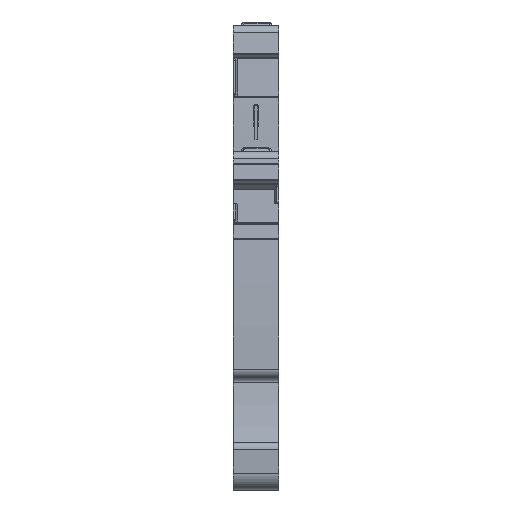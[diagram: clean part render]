
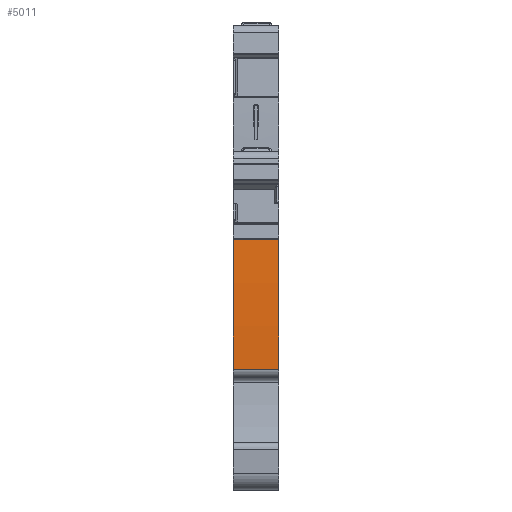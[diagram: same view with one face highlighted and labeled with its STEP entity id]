
A CAD part, front view. The second image highlights one B-rep face of the part: STEP entity #5011.
In plain terms, the highlighted cylindrical face has radius 154.9 mm (diameter 309.8 mm), a partial arc.
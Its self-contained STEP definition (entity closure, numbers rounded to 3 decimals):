
#4179=AXIS2_PLACEMENT_3D('Cylinder Axis2P3D',#4176,#4177,#4178) ;
#4988=AXIS2_PLACEMENT_3D('Circle Axis2P3D',#4986,#4987,$) ;
#5002=AXIS2_PLACEMENT_3D('Circle Axis2P3D',#5000,#5001,$) ;
#4176=CARTESIAN_POINT('Axis2P3D Location',(2.55,155.393,17.05)) ;
#4964=CARTESIAN_POINT('Vertex',(5.1,0.868,27.819)) ;
#4971=CARTESIAN_POINT('Vertex',(0.,0.868,27.819)) ;
#4974=CARTESIAN_POINT('Line Origine',(2.55,0.868,27.819)) ;
#4986=CARTESIAN_POINT('Axis2P3D Location',(0.,155.393,17.05)) ;
#4990=CARTESIAN_POINT('Vertex',(0.,0.535,13.427)) ;
#4993=CARTESIAN_POINT('Line Origine',(2.55,0.535,13.427)) ;
#4997=CARTESIAN_POINT('Vertex',(5.1,0.535,13.427)) ;
#5000=CARTESIAN_POINT('Axis2P3D Location',(5.1,155.393,17.05)) ;
#4177=DIRECTION('Axis2P3D Direction',(1.,0.,0.)) ;
#4178=DIRECTION('Axis2P3D XDirection',(0.,-0.992,0.127)) ;
#4975=DIRECTION('Vector Direction',(1.,0.,0.)) ;
#4987=DIRECTION('Axis2P3D Direction',(1.,0.,0.)) ;
#4994=DIRECTION('Vector Direction',(1.,0.,0.)) ;
#5001=DIRECTION('Axis2P3D Direction',(1.,0.,0.)) ;
#4976=VECTOR('Line Direction',#4975,1.) ;
#4995=VECTOR('Line Direction',#4994,1.) ;
#5006=ORIENTED_EDGE('',*,*,#4992,.T.) ;
#5007=ORIENTED_EDGE('',*,*,#4999,.T.) ;
#5008=ORIENTED_EDGE('',*,*,#5004,.F.) ;
#5009=ORIENTED_EDGE('',*,*,#4978,.F.) ;
#5011=ADVANCED_FACE('1471231-1-0.1\\Assembly MLD_S2T_2-5',(#5010),#4180,.T.) ;
#4989=CIRCLE('generated circle',#4988,154.9) ;
#5003=CIRCLE('generated circle',#5002,154.9) ;
#4180=CYLINDRICAL_SURFACE('generated cylinder',#4179,154.9) ;
#4978=EDGE_CURVE('',#4972,#4965,#4977,.T.) ;
#4992=EDGE_CURVE('',#4972,#4991,#4989,.T.) ;
#4999=EDGE_CURVE('',#4991,#4998,#4996,.T.) ;
#5004=EDGE_CURVE('',#4965,#4998,#5003,.T.) ;
#5005=EDGE_LOOP('',(#5006,#5007,#5008,#5009)) ;
#5010=FACE_OUTER_BOUND('',#5005,.T.) ;
#4977=LINE('Line',#4974,#4976) ;
#4996=LINE('Line',#4993,#4995) ;
#4965=VERTEX_POINT('',#4964) ;
#4972=VERTEX_POINT('',#4971) ;
#4991=VERTEX_POINT('',#4990) ;
#4998=VERTEX_POINT('',#4997) ;
